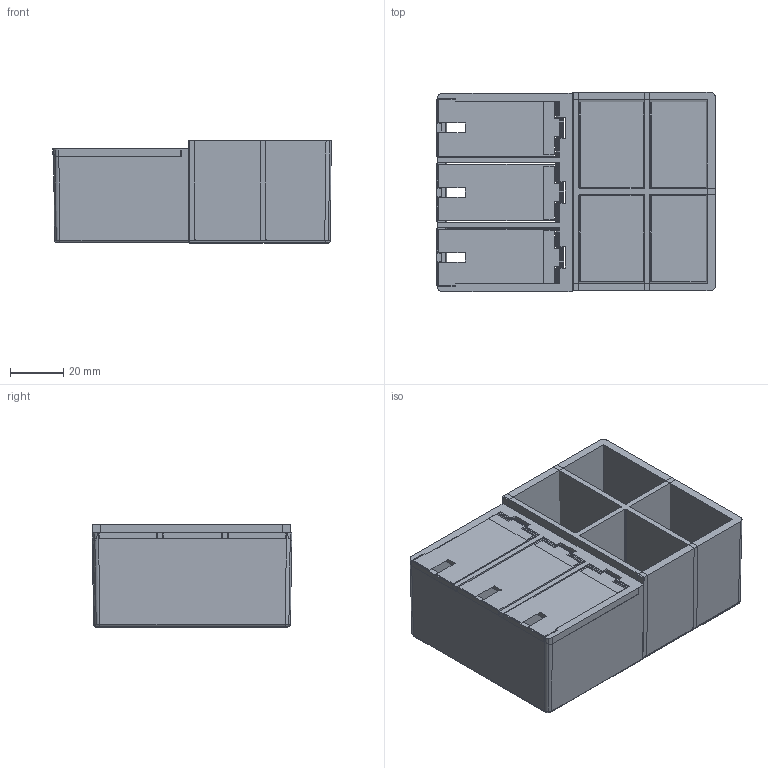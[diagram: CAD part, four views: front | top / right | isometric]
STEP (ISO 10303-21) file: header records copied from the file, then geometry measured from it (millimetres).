
FILE_DESCRIPTION(('STEP AP214'),'1');
FILE_NAME('Large-bin-organizer5F42-7c.stp','2018-10-01T15:14:54',(''),(''),'Spatial InterOp 3D',' ',' ');
FILE_SCHEMA(('automotive_design'));
Length unit declared in the file: inch
Products named in the file (12): Translate_1771332; Translate_1771382; Translate_1771432; Part_1774809; 1; 2; 3; 4; 5; 6; 7; Part_1715880
Bounding box: 105.05 x 75.37 x 38.5 mm (x, y, z)
Volume: 72137.8 mm3; surface area: 68375.6 mm2
Topology: 7 solids, 7 shells, 647 faces, 1537 edges, 897 vertices
Faces by surface type: plane 565, cylinder 61, sphere 12, bspline 7, torus 2
Entity records: 23848 total; most frequent: CARTESIAN_POINT 3718, ORIENTED_EDGE 3050, DIRECTION 2963, EDGE_CURVE 1525, LINE 1359, VECTOR 1359, VERTEX_POINT 892, AXIS2_PLACEMENT_3D 802
